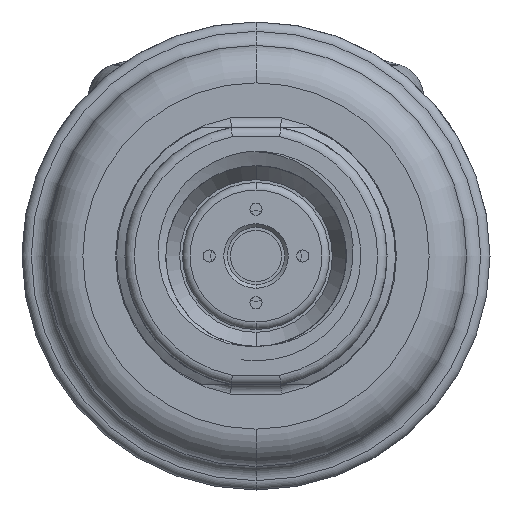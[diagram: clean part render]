
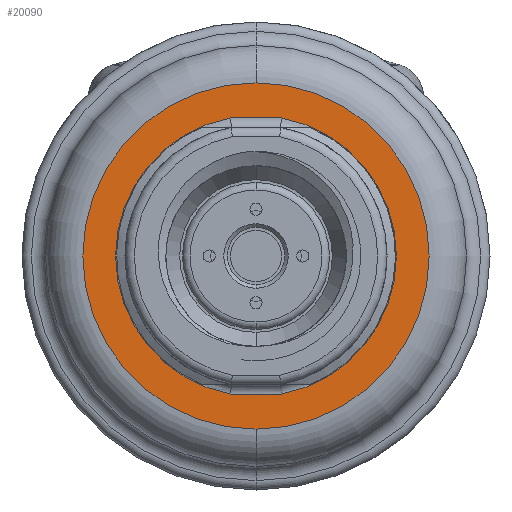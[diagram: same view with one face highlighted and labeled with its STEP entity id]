
A CAD part, front view. The second image highlights one B-rep face of the part: STEP entity #20090.
In plain terms, the highlighted planar face has unit normal (0, -1, 0).
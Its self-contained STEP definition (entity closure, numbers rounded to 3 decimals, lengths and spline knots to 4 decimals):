
#4323=CARTESIAN_POINT('',(0.,-0.1575,0.));
#4324=DIRECTION('',(0.,-1.,0.));
#4325=DIRECTION('',(0.,0.,-1.));
#4326=AXIS2_PLACEMENT_3D('',#4323,#4324,#4325);
#4328=CARTESIAN_POINT('',(0.,-0.1575,0.));
#4329=DIRECTION('',(0.,-1.,0.));
#4330=DIRECTION('',(0.,0.,1.));
#4331=AXIS2_PLACEMENT_3D('',#4328,#4329,#4330);
#4333=CARTESIAN_POINT('',(0.,-0.1575,0.));
#4334=DIRECTION('',(0.,-1.,0.));
#4335=DIRECTION('',(-0.182,0.,0.983));
#4336=AXIS2_PLACEMENT_3D('',#4333,#4334,#4335);
#4338=DIRECTION('',(1.,0.,0.));
#4339=VECTOR('',#4338,0.2147);
#4340=CARTESIAN_POINT('',(-0.1074,-0.1575,
-0.5807));
#4341=LINE('',#4340,#4339);
#4342=CARTESIAN_POINT('',(0.,-0.1575,0.));
#4343=DIRECTION('',(0.,-1.,0.));
#4344=DIRECTION('',(0.182,0.,-0.983));
#4345=AXIS2_PLACEMENT_3D('',#4342,#4343,#4344);
#4347=DIRECTION('',(-1.,0.,0.));
#4348=VECTOR('',#4347,0.2147);
#4349=CARTESIAN_POINT('',(0.1074,-0.1575,
0.5807));
#4350=LINE('',#4349,#4348);
#16616=CARTESIAN_POINT('',(-0.1074,-0.1575,
0.5807));
#16617=CARTESIAN_POINT('',(-0.1074,-0.1575,
-0.5807));
#16618=VERTEX_POINT('',#16616);
#16619=VERTEX_POINT('',#16617);
#16624=CARTESIAN_POINT('',(0.1074,-0.1575,
-0.5807));
#16625=CARTESIAN_POINT('',(0.1074,-0.1575,
0.5807));
#16626=VERTEX_POINT('',#16624);
#16627=VERTEX_POINT('',#16625);
#16876=CARTESIAN_POINT('',(0.,-0.1575,-0.7283));
#16877=CARTESIAN_POINT('',(0.,-0.1575,0.7283));
#16878=VERTEX_POINT('',#16876);
#16879=VERTEX_POINT('',#16877);
#20070=CARTESIAN_POINT('',(0.,-0.1575,0.));
#20071=DIRECTION('',(0.,-1.,0.));
#20072=DIRECTION('',(0.,0.,1.));
#20073=AXIS2_PLACEMENT_3D('',#20070,#20071,#20072);
#20074=PLANE('',#20073);
#20076=ORIENTED_EDGE('',*,*,#20075,.F.);
#20078=ORIENTED_EDGE('',*,*,#20077,.F.);
#20079=EDGE_LOOP('',(#20076,#20078));
#20080=FACE_OUTER_BOUND('',#20079,.F.);
#20081=ORIENTED_EDGE('',*,*,#20060,.T.);
#20083=ORIENTED_EDGE('',*,*,#20082,.T.);
#20085=ORIENTED_EDGE('',*,*,#20084,.T.);
#20087=ORIENTED_EDGE('',*,*,#20086,.T.);
#20088=EDGE_LOOP('',(#20081,#20083,#20085,#20087));
#20089=FACE_BOUND('',#20088,.F.);
#20090=ADVANCED_FACE('',(#20080,#20089),#20074,.T.);
#4327=CIRCLE('',#4326,0.7283);
#4332=CIRCLE('',#4331,0.7283);
#4337=CIRCLE('',#4336,0.5906);
#4346=CIRCLE('',#4345,0.5906);
#20060=EDGE_CURVE('',#16618,#16619,#4337,.T.);
#20075=EDGE_CURVE('',#16878,#16879,#4327,.T.);
#20077=EDGE_CURVE('',#16879,#16878,#4332,.T.);
#20082=EDGE_CURVE('',#16619,#16626,#4341,.T.);
#20084=EDGE_CURVE('',#16626,#16627,#4346,.T.);
#20086=EDGE_CURVE('',#16627,#16618,#4350,.T.);
